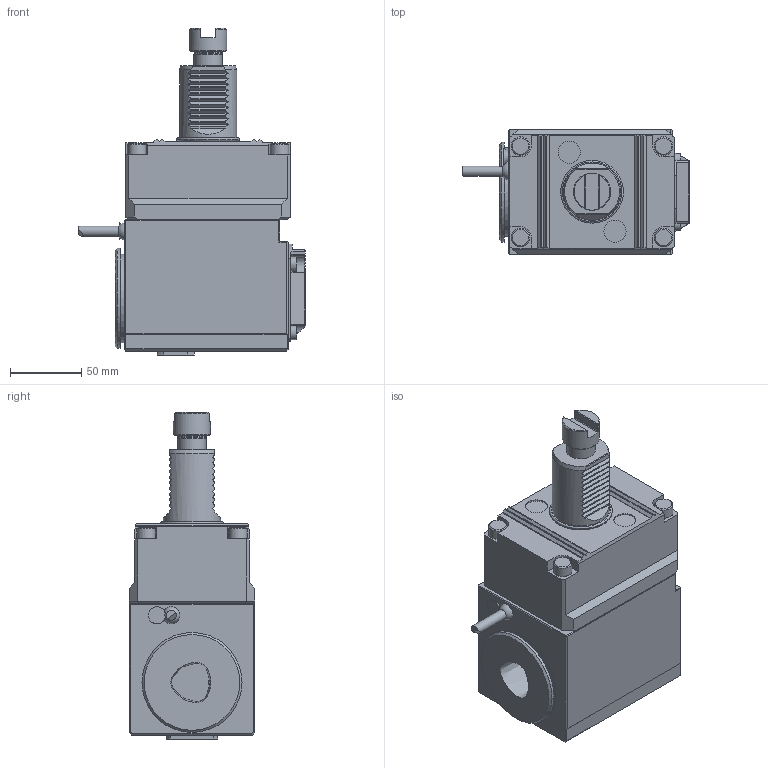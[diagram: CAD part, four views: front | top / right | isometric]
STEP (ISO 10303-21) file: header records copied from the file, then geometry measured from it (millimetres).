
FILE_DESCRIPTION(/* description */ (''),/* implementation_level */ '2;1');
FILE_NAME(/* name */ '1617968097428.stp',/* time_stamp */ '2021-04-09T13:35:03+02:00',/* author */ (''),/* organization */ ('SMS'),/* preprocessor_version */ 'ST-DEVELOPER v16.7',/* originating_system */ 'SIEMENS PLM Software NX 12.0',/* authorisation */ '');
FILE_SCHEMA (('AUTOMOTIVE_DESIGN { 1 0 10303 214 3 1 1 1 }'));
Length unit declared in the file: millimetre
Products named in the file (1): 203469570mod000_00
Bounding box: 158.5 x 88 x 229 mm (x, y, z)
Volume: 1543261.7 mm3; surface area: 99199.3 mm2
Topology: 1 solids, 1 shells, 313 faces, 822 edges, 538 vertices
Faces by surface type: plane 232, cylinder 43, cone 31, torus 5, bspline 1, sphere 1
Full cylindrical faces by diameter (mm): 2.5 x1, 6 x1, 7 x1, 10 x4, 13 x4, 15.5 x2, 19.6 x1, 20 x1, 26 x1, 39.4 x1, 40 x1, 43.9 x1, 62 x1, 68 x1, 70 x1
Entity records: 9616 total; most frequent: CARTESIAN_POINT 1998, DIRECTION 1567, ORIENTED_EDGE 1532, EDGE_CURVE 766, AXIS2_PLACEMENT_3D 547, VERTEX_POINT 521, LINE 473, VECTOR 473
